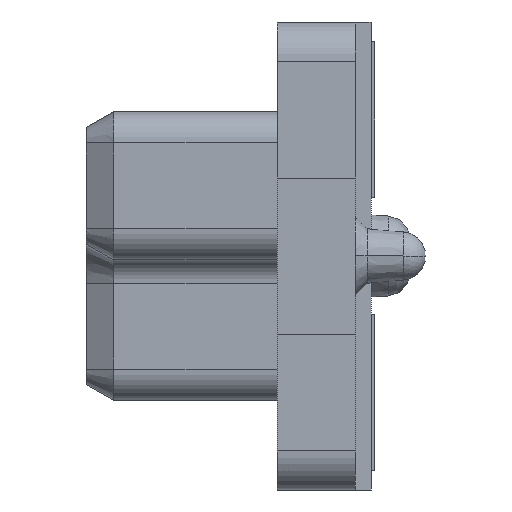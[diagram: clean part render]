
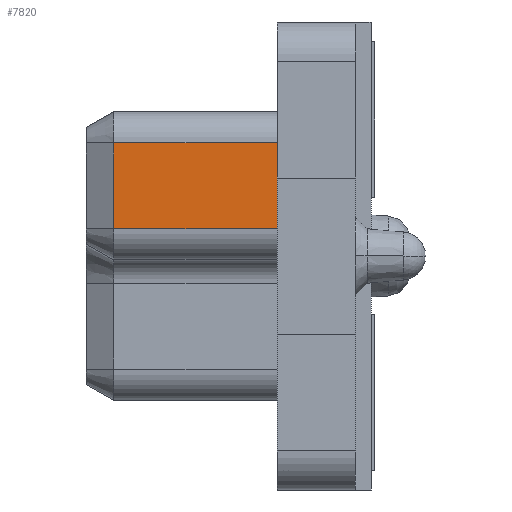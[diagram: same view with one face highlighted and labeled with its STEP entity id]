
A CAD part, left-side view. The second image highlights one B-rep face of the part: STEP entity #7820.
In plain terms, the highlighted planar face has unit normal (-1, 0, 0).
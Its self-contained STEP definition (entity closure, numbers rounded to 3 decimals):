
#779=DIRECTION('',(0.,0.,-1.));
#780=VECTOR('',#779,1.1);
#781=CARTESIAN_POINT('',(-10.075,1.2,1.45));
#782=LINE('6168',#781,#780);
#811=DIRECTION('',(0.,-1.,0.));
#812=VECTOR('',#811,2.1);
#813=CARTESIAN_POINT('',(-10.075,3.3,0.35));
#814=LINE('6169',#813,#812);
#819=DIRECTION('',(0.,1.,0.));
#820=VECTOR('',#819,2.1);
#821=CARTESIAN_POINT('',(-10.075,1.2,1.45));
#822=LINE('6165',#821,#820);
#958=DIRECTION('',(0.,0.,1.));
#959=VECTOR('',#958,1.1);
#960=CARTESIAN_POINT('',(-10.075,3.3,0.35));
#961=LINE('6170',#960,#959);
#5253=CARTESIAN_POINT('',(-10.075,1.2,1.45));
#5254=CARTESIAN_POINT('',(-10.075,3.3,1.45));
#5255=VERTEX_POINT('',#5253);
#5256=VERTEX_POINT('',#5254);
#5257=CARTESIAN_POINT('',(-10.075,1.2,0.35));
#5258=VERTEX_POINT('',#5257);
#5259=CARTESIAN_POINT('',(-10.075,3.3,
0.35));
#5260=VERTEX_POINT('',#5259);
#7807=CARTESIAN_POINT('',(-10.075,2.25,0.9));
#7808=DIRECTION('',(1.,0.,0.));
#7809=DIRECTION('',(0.,0.,1.));
#7810=AXIS2_PLACEMENT_3D('',#7807,#7808,#7809);
#7811=PLANE('5463',#7810);
#7813=ORIENTED_EDGE('6165',*,*,#7812,.F.);
#7814=ORIENTED_EDGE('6168',*,*,#7742,.T.);
#7815=ORIENTED_EDGE('6169',*,*,#7798,.F.);
#7817=ORIENTED_EDGE('6170',*,*,#7816,.T.);
#7818=EDGE_LOOP('5463',(#7813,#7814,#7815,#7817));
#7819=FACE_OUTER_BOUND('5463',#7818,.F.);
#7820=ADVANCED_FACE('5463',(#7819),#7811,.F.);
#7742=EDGE_CURVE('6168',#5255,#5258,#782,.T.);
#7798=EDGE_CURVE('6169',#5260,#5258,#814,.T.);
#7812=EDGE_CURVE('6165',#5255,#5256,#822,.T.);
#7816=EDGE_CURVE('6170',#5260,#5256,#961,.T.);
